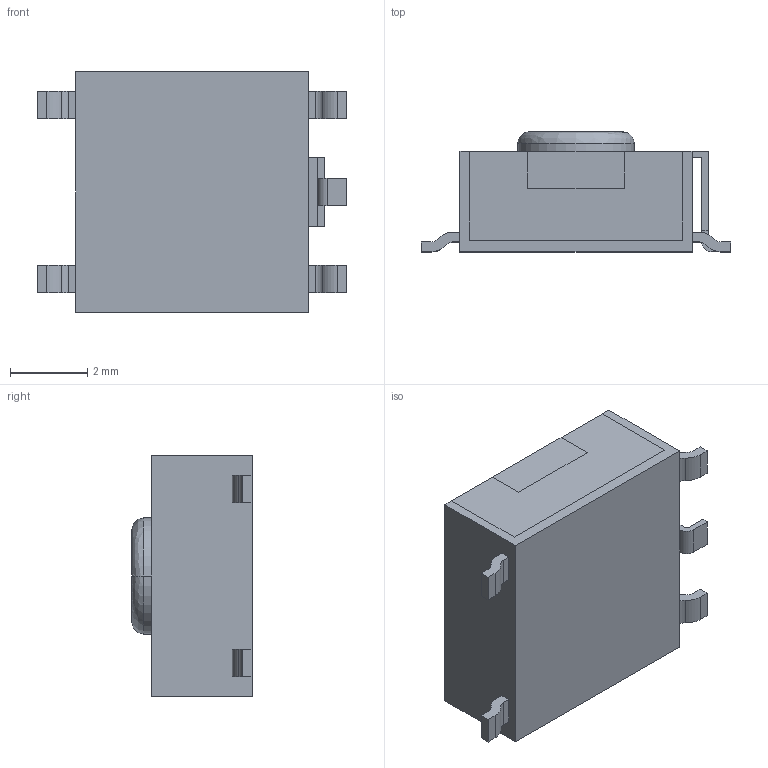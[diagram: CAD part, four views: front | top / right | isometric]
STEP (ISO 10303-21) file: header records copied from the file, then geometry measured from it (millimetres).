
FILE_DESCRIPTION (( 'STEP AP214' ), '1' );
FILE_NAME ('FSM1LPATR.STEP', '2016-01-04T07:48:25', ( '' ), ( '' ), 'SwSTEP 2.0', 'SolidWorks 2015', '' );
FILE_SCHEMA (( 'AUTOMOTIVE_DESIGN' ));
Length unit declared in the file: millimetre
Products named in the file (2): c-1-1437565-8-d1-3d; FSM1LPATR
Assembly tree (1 placements, depth 2):
  FSM1LPATR
    c-1-1437565-8-d1-3d
Bounding box: 8 x 3.1 x 6.2 mm (x, y, z)
Volume: 101.2 mm3; surface area: 160 mm2
Topology: 1 solids, 1 shells, 73 faces, 204 edges, 138 vertices
Faces by surface type: plane 51, cylinder 20, bspline 2
Entity records: 3162 total; most frequent: CARTESIAN_POINT 455, ORIENTED_EDGE 408, DIRECTION 394, EDGE_CURVE 204, VECTOR 160, LINE 160, VERTEX_POINT 138, AXIS2_PLACEMENT_3D 117
